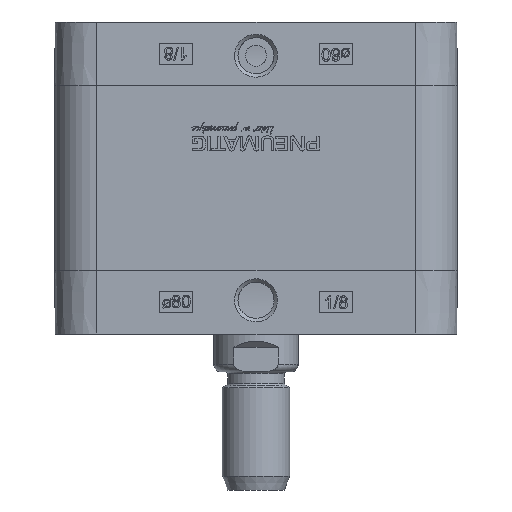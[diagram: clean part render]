
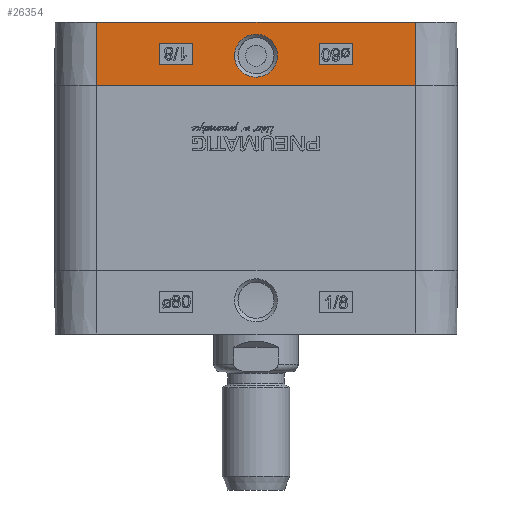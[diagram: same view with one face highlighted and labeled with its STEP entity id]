
A CAD part, left-side view. The second image highlights one B-rep face of the part: STEP entity #26354.
In plain terms, the highlighted planar face has unit normal (-1, 0, 0.009).
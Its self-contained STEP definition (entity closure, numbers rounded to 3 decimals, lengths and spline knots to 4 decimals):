
#896=LINE($,#33779,#2935);
#939=LINE($,#33970,#2978);
#1152=LINE($,#35565,#3191);
#1154=LINE($,#35569,#3193);
#1156=LINE($,#35573,#3195);
#1158=LINE($,#35576,#3197);
#1160=LINE($,#35582,#3199);
#1162=LINE($,#35586,#3201);
#1164=LINE($,#35590,#3203);
#1166=LINE($,#35593,#3205);
#1168=LINE($,#35681,#3207);
#1169=LINE($,#35682,#3208);
#2935=VECTOR($,#29158,7.55);
#2978=VECTOR($,#29277,7.55);
#3191=VECTOR($,#29776,0.5);
#3193=VECTOR($,#29780,0.8);
#3195=VECTOR($,#29784,0.5);
#3197=VECTOR($,#29788,0.8);
#3199=VECTOR($,#29794,0.5);
#3201=VECTOR($,#29798,0.8);
#3203=VECTOR($,#29802,0.5);
#3205=VECTOR($,#29806,0.8);
#3207=VECTOR($,#29812,1.5001);
#3208=VECTOR($,#29813,1.5001);
#5074=PLANE($,#27993);
#5547=FACE_BOUND($,#7875,.T.);
#5548=FACE_BOUND($,#7876,.T.);
#5549=FACE_BOUND($,#7877,.T.);
#6287=FACE_OUTER_BOUND($,#7874,.T.);
#7874=EDGE_LOOP($,(#18726,#18727,#18728,#18729));
#7875=EDGE_LOOP($,(#18730,#18731,#18732,#18733));
#7876=EDGE_LOOP($,(#18734,#18735,#18736,#18737));
#7877=EDGE_LOOP($,(#18738));
#9549=B_SPLINE_CURVE_WITH_KNOTS($,3,(#35637,#35638,#35639,#35640,#35641,
#35642,#35643,#35644,#35645,#35646,#35647,#35648,#35649,#35650,#35651,#35652,
#35653,#35654,#35655,#35656,#35657,#35658,#35659,#35660,#35661,#35662,#35663,
#35664,#35665,#35666,#35667,#35668,#35669,#35670,#35671,#35672,#35673,#35674,
#35675,#35676,#35677,#35678,#35679),.UNSPECIFIED.,.T.,.F.,(4,3,3,3,3,3,
3,3,3,3,3,3,3,3,4),(0.,0.2286,0.4398,0.8182,
1.2204,1.4139,1.6555,1.8821,2.1004,
2.4917,2.8318,3.059,3.2932,3.5136,
3.7418),.UNSPECIFIED.);
#11076=VERTEX_POINT($,#33776);
#11077=VERTEX_POINT($,#33778);
#11152=VERTEX_POINT($,#33967);
#11153=VERTEX_POINT($,#33969);
#11451=VERTEX_POINT($,#35562);
#11452=VERTEX_POINT($,#35564);
#11453=VERTEX_POINT($,#35568);
#11454=VERTEX_POINT($,#35572);
#11455=VERTEX_POINT($,#35579);
#11456=VERTEX_POINT($,#35581);
#11457=VERTEX_POINT($,#35585);
#11458=VERTEX_POINT($,#35589);
#11459=VERTEX_POINT($,#35635);
#13815=EDGE_CURVE($,#11077,#11076,#896,.T.);
#13891=EDGE_CURVE($,#11153,#11152,#939,.T.);
#14292=EDGE_CURVE($,#11452,#11451,#1152,.T.);
#14294=EDGE_CURVE($,#11453,#11452,#1154,.T.);
#14296=EDGE_CURVE($,#11454,#11453,#1156,.T.);
#14298=EDGE_CURVE($,#11451,#11454,#1158,.T.);
#14300=EDGE_CURVE($,#11456,#11455,#1160,.T.);
#14302=EDGE_CURVE($,#11457,#11456,#1162,.T.);
#14304=EDGE_CURVE($,#11458,#11457,#1164,.T.);
#14306=EDGE_CURVE($,#11455,#11458,#1166,.T.);
#14308=EDGE_CURVE($,#11459,#11459,#9549,.T.);
#14309=EDGE_CURVE($,#11153,#11076,#1168,.T.);
#14310=EDGE_CURVE($,#11152,#11077,#1169,.T.);
#18726=ORIENTED_EDGE($,*,*,#13815,.T.);
#18727=ORIENTED_EDGE($,*,*,#14309,.F.);
#18728=ORIENTED_EDGE($,*,*,#13891,.T.);
#18729=ORIENTED_EDGE($,*,*,#14310,.T.);
#18730=ORIENTED_EDGE($,*,*,#14292,.T.);
#18731=ORIENTED_EDGE($,*,*,#14298,.T.);
#18732=ORIENTED_EDGE($,*,*,#14296,.T.);
#18733=ORIENTED_EDGE($,*,*,#14294,.T.);
#18734=ORIENTED_EDGE($,*,*,#14300,.T.);
#18735=ORIENTED_EDGE($,*,*,#14306,.T.);
#18736=ORIENTED_EDGE($,*,*,#14304,.T.);
#18737=ORIENTED_EDGE($,*,*,#14302,.T.);
#18738=ORIENTED_EDGE($,*,*,#14308,.F.);
#26354=ADVANCED_FACE($,(#6287,#5547,#5548,#5549),#5074,.T.);
#27993=AXIS2_PLACEMENT_3D($,#35680,#29810,#29811);
#29158=DIRECTION($,(0.,1.,0.));
#29277=DIRECTION($,(0.,-1.,0.));
#29776=DIRECTION($,(-0.009,0.,-1.));
#29780=DIRECTION($,(0.,-1.,0.));
#29784=DIRECTION($,(0.009,0.,1.));
#29788=DIRECTION($,(0.,1.,0.));
#29794=DIRECTION($,(-0.009,0.,-1.));
#29798=DIRECTION($,(0.,-1.,0.));
#29802=DIRECTION($,(0.009,0.,1.));
#29806=DIRECTION($,(0.,1.,0.));
#29810=DIRECTION('center_axis',(-1.,0.,0.009));
#29811=DIRECTION('ref_axis',(0.009,0.,
1.));
#29812=DIRECTION($,(0.009,0.,1.));
#29813=DIRECTION($,(0.009,0.,1.));
#33776=CARTESIAN_POINT('',(-4.7619,3.775,1.7));
#33778=CARTESIAN_POINT('',(-4.7619,-3.775,1.7));
#33779=CARTESIAN_POINT($,(-4.7619,-3.775,1.7));
#33967=CARTESIAN_POINT('',(-4.775,-3.775,0.2));
#33969=CARTESIAN_POINT('',(-4.775,3.775,0.2));
#33970=CARTESIAN_POINT($,(-4.775,3.775,0.2));
#35562=CARTESIAN_POINT('',(-4.7706,1.5,0.7));
#35564=CARTESIAN_POINT('',(-4.7663,1.5,1.2));
#35565=CARTESIAN_POINT($,(-4.7663,1.5,1.2));
#35568=CARTESIAN_POINT('',(-4.7663,2.3,1.2));
#35569=CARTESIAN_POINT($,(-4.7663,2.3,1.2));
#35572=CARTESIAN_POINT('',(-4.7706,2.3,0.7));
#35573=CARTESIAN_POINT($,(-4.7706,2.3,0.7));
#35576=CARTESIAN_POINT($,(-4.7706,1.5,0.7));
#35579=CARTESIAN_POINT('',(-4.7706,-2.3,0.7));
#35581=CARTESIAN_POINT('',(-4.7663,-2.3,1.2));
#35582=CARTESIAN_POINT($,(-4.7663,-2.3,1.2));
#35585=CARTESIAN_POINT('',(-4.7663,-1.5,1.2));
#35586=CARTESIAN_POINT($,(-4.7663,-1.5,1.2));
#35589=CARTESIAN_POINT('',(-4.7706,-1.5,0.7));
#35590=CARTESIAN_POINT($,(-4.7706,-1.5,0.7));
#35593=CARTESIAN_POINT($,(-4.7706,-2.3,0.7));
#35635=CARTESIAN_POINT('',(-4.7733,-0.0001,0.3914));
#35637=CARTESIAN_POINT('Ctrl Pts',(-4.7644,0.0002,
1.4093));
#35638=CARTESIAN_POINT('Ctrl Pts',(-4.7644,0.0764,
1.4094));
#35639=CARTESIAN_POINT('Ctrl Pts',(-4.7646,0.1548,
1.3921));
#35640=CARTESIAN_POINT('Ctrl Pts',(-4.7649,0.2213,1.3601));
#35641=CARTESIAN_POINT('Ctrl Pts',(-4.7651,0.2828,
1.3305));
#35642=CARTESIAN_POINT('Ctrl Pts',(-4.7655,0.3284,
1.2933));
#35643=CARTESIAN_POINT('Ctrl Pts',(-4.7658,0.3645,
1.2559));
#35644=CARTESIAN_POINT('Ctrl Pts',(-4.7664,0.4293,1.1887));
#35645=CARTESIAN_POINT('Ctrl Pts',(-4.7671,0.4766,1.1034));
#35646=CARTESIAN_POINT('Ctrl Pts',(-4.7679,0.4969,
1.014));
#35647=CARTESIAN_POINT('Ctrl Pts',(-4.7687,0.5185,
0.919));
#35648=CARTESIAN_POINT('Ctrl Pts',(-4.7696,0.5107,
0.8155));
#35649=CARTESIAN_POINT('Ctrl Pts',(-4.7704,0.4763,
0.7224));
#35650=CARTESIAN_POINT('Ctrl Pts',(-4.7708,0.4597,
0.6777));
#35651=CARTESIAN_POINT('Ctrl Pts',(-4.7712,0.4355,
0.6299));
#35652=CARTESIAN_POINT('Ctrl Pts',(-4.7717,0.3981,
0.5831));
#35653=CARTESIAN_POINT('Ctrl Pts',(-4.7722,0.3515,
0.5247));
#35654=CARTESIAN_POINT('Ctrl Pts',(-4.7726,0.2858,
0.4732));
#35655=CARTESIAN_POINT('Ctrl Pts',(-4.7729,0.2144,
0.4399));
#35656=CARTESIAN_POINT('Ctrl Pts',(-4.7732,0.1474,
0.4087));
#35657=CARTESIAN_POINT('Ctrl Pts',(-4.7733,0.072,
0.3914));
#35658=CARTESIAN_POINT('Ctrl Pts',(-4.7733,-0.0001,
0.3914));
#35659=CARTESIAN_POINT('Ctrl Pts',(-4.7733,-0.0695,
0.3914));
#35660=CARTESIAN_POINT('Ctrl Pts',(-4.7732,-0.1274,
0.4057));
#35661=CARTESIAN_POINT('Ctrl Pts',(-4.773,-0.1756,
0.4236));
#35662=CARTESIAN_POINT('Ctrl Pts',(-4.7728,-0.2618,
0.4557));
#35663=CARTESIAN_POINT('Ctrl Pts',(-4.7723,-0.3393,
0.5091));
#35664=CARTESIAN_POINT('Ctrl Pts',(-4.7717,-0.3985,
0.5832));
#35665=CARTESIAN_POINT('Ctrl Pts',(-4.7711,-0.4499,
0.6476));
#35666=CARTESIAN_POINT('Ctrl Pts',(-4.7703,-0.4887,
0.7338));
#35667=CARTESIAN_POINT('Ctrl Pts',(-4.7696,-0.5029,
0.8225));
#35668=CARTESIAN_POINT('Ctrl Pts',(-4.769,-0.5123,
0.8818));
#35669=CARTESIAN_POINT('Ctrl Pts',(-4.7685,-0.5133,
0.9439));
#35670=CARTESIAN_POINT('Ctrl Pts',(-4.7679,-0.4972,
1.0141));
#35671=CARTESIAN_POINT('Ctrl Pts',(-4.7673,-0.4807,
1.0864));
#35672=CARTESIAN_POINT('Ctrl Pts',(-4.7666,-0.4438,
1.1615));
#35673=CARTESIAN_POINT('Ctrl Pts',(-4.7661,-0.3938,
1.2224));
#35674=CARTESIAN_POINT('Ctrl Pts',(-4.7656,-0.3469,
1.2797));
#35675=CARTESIAN_POINT('Ctrl Pts',(-4.7652,-0.2877,
1.3274));
#35676=CARTESIAN_POINT('Ctrl Pts',(-4.7649,-0.2209,
1.3595));
#35677=CARTESIAN_POINT('Ctrl Pts',(-4.7646,-0.1519,
1.3928));
#35678=CARTESIAN_POINT('Ctrl Pts',(-4.7644,-0.0758,
1.4091));
#35679=CARTESIAN_POINT('Ctrl Pts',(-4.7644,0.0002,
1.4093));
#35680=CARTESIAN_POINT('Origin',(-4.775,0.,0.2));
#35681=CARTESIAN_POINT($,(-4.775,3.775,0.2));
#35682=CARTESIAN_POINT($,(-4.775,-3.775,0.2));
